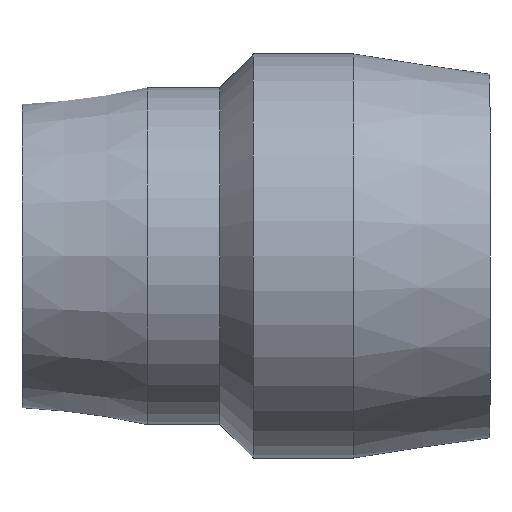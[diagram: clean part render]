
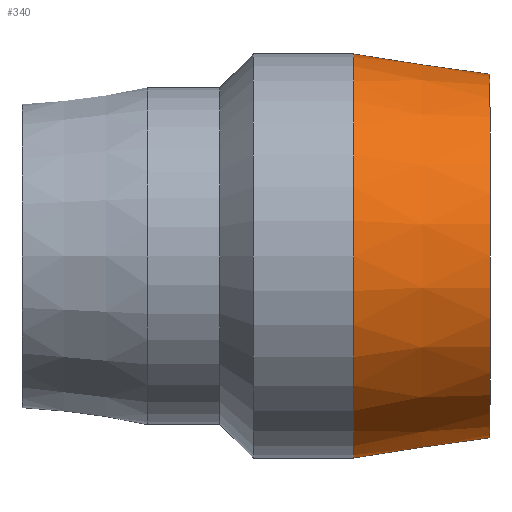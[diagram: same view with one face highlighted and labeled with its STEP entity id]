
A CAD part, front view. The second image highlights one B-rep face of the part: STEP entity #340.
In plain terms, the highlighted conical face has half-angle 8.447 degrees and reference radius 66.025 mm.
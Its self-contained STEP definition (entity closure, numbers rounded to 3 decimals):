
#15=B_SPLINE_CURVE_WITH_KNOTS('',3,(#561,#562,#563,#564,#565,#566,#567,
#568,#569,#570,#571,#572,#573,#574,#575,#576,#577,#578,#579,#580,#581,#582,
#583,#584,#585,#586,#587,#588,#589,#590,#591,#592,#593,#594),
 .UNSPECIFIED.,.T.,.F.,(4,2,2,2,2,2,2,2,2,2,2,2,2,2,2,2,4),(0.,0.342,
0.684,1.027,1.37,1.712,2.055,
2.397,2.739,3.098,3.457,3.809,
4.16,4.512,4.864,5.223,5.582),
 .UNSPECIFIED.);
#20=CONICAL_SURFACE('',#387,66.025,8.447);
#38=FACE_BOUND('',#127,.T.);
#39=FACE_BOUND('',#128,.T.);
#82=FACE_OUTER_BOUND('',#126,.T.);
#126=EDGE_LOOP('',(#279));
#127=EDGE_LOOP('',(#280));
#128=EDGE_LOOP('',(#281));
#173=CIRCLE('',#386,69.5);
#174=CIRCLE('',#388,62.55);
#195=VERTEX_POINT('',#560);
#204=VERTEX_POINT('',#652);
#205=VERTEX_POINT('',#655);
#226=EDGE_CURVE('',#195,#195,#15,.T.);
#235=EDGE_CURVE('',#204,#204,#173,.T.);
#236=EDGE_CURVE('',#205,#205,#174,.T.);
#279=ORIENTED_EDGE('',*,*,#236,.F.);
#280=ORIENTED_EDGE('',*,*,#226,.T.);
#281=ORIENTED_EDGE('',*,*,#235,.T.);
#340=ADVANCED_FACE('',(#82,#38,#39),#20,.T.);
#386=AXIS2_PLACEMENT_3D('',#653,#476,#477);
#387=AXIS2_PLACEMENT_3D('',#654,#478,#479);
#388=AXIS2_PLACEMENT_3D('',#656,#480,#481);
#476=DIRECTION('center_axis',(1.,0.,0.));
#477=DIRECTION('ref_axis',(0.,0.,-1.));
#478=DIRECTION('center_axis',(-1.,0.,0.));
#479=DIRECTION('ref_axis',(0.,1.,0.));
#480=DIRECTION('center_axis',(1.,0.,0.));
#481=DIRECTION('ref_axis',(0.,0.,-1.));
#560=CARTESIAN_POINT('',(64.713,64.236,-9.224));
#561=CARTESIAN_POINT('Ctrl Pts',(64.713,64.236,-9.224));
#562=CARTESIAN_POINT('Ctrl Pts',(65.842,64.07,-9.2));
#563=CARTESIAN_POINT('Ctrl Pts',(67.046,63.926,-8.952));
#564=CARTESIAN_POINT('Ctrl Pts',(69.261,63.722,-7.99));
#565=CARTESIAN_POINT('Ctrl Pts',(70.271,63.66,-7.276));
#566=CARTESIAN_POINT('Ctrl Pts',(71.863,63.588,-5.642));
#567=CARTESIAN_POINT('Ctrl Pts',(72.552,63.573,-4.612));
#568=CARTESIAN_POINT('Ctrl Pts',(73.465,63.561,-2.362));
#569=CARTESIAN_POINT('Ctrl Pts',(73.688,63.562,-1.142));
#570=CARTESIAN_POINT('Ctrl Pts',(73.688,63.562,1.142));
#571=CARTESIAN_POINT('Ctrl Pts',(73.465,63.561,2.362));
#572=CARTESIAN_POINT('Ctrl Pts',(72.552,63.573,4.612));
#573=CARTESIAN_POINT('Ctrl Pts',(71.863,63.588,5.642));
#574=CARTESIAN_POINT('Ctrl Pts',(70.271,63.66,7.276));
#575=CARTESIAN_POINT('Ctrl Pts',(69.261,63.722,7.99));
#576=CARTESIAN_POINT('Ctrl Pts',(67.046,63.926,8.952));
#577=CARTESIAN_POINT('Ctrl Pts',(65.842,64.07,9.2));
#578=CARTESIAN_POINT('Ctrl Pts',(63.53,64.409,9.249));
#579=CARTESIAN_POINT('Ctrl Pts',(62.271,64.631,9.031));
#580=CARTESIAN_POINT('Ctrl Pts',(59.956,65.101,8.099));
#581=CARTESIAN_POINT('Ctrl Pts',(58.9,65.347,7.385));
#582=CARTESIAN_POINT('Ctrl Pts',(57.248,65.758,5.738));
#583=CARTESIAN_POINT('Ctrl Pts',(56.535,65.951,4.701));
#584=CARTESIAN_POINT('Ctrl Pts',(55.586,66.216,2.419));
#585=CARTESIAN_POINT('Ctrl Pts',(55.35,66.285,1.172));
#586=CARTESIAN_POINT('Ctrl Pts',(55.35,66.285,-1.172));
#587=CARTESIAN_POINT('Ctrl Pts',(55.586,66.216,-2.419));
#588=CARTESIAN_POINT('Ctrl Pts',(56.535,65.951,-4.701));
#589=CARTESIAN_POINT('Ctrl Pts',(57.248,65.758,-5.738));
#590=CARTESIAN_POINT('Ctrl Pts',(58.9,65.347,-7.385));
#591=CARTESIAN_POINT('Ctrl Pts',(59.956,65.101,-8.099));
#592=CARTESIAN_POINT('Ctrl Pts',(62.271,64.631,-9.031));
#593=CARTESIAN_POINT('Ctrl Pts',(63.53,64.409,-9.249));
#594=CARTESIAN_POINT('Ctrl Pts',(64.713,64.236,-9.224));
#652=CARTESIAN_POINT('',(33.7,69.5,0.));
#653=CARTESIAN_POINT('Origin',(33.7,0.,0.));
#654=CARTESIAN_POINT('Origin',(57.1,0.,0.));
#655=CARTESIAN_POINT('',(80.5,62.55,0.));
#656=CARTESIAN_POINT('Origin',(80.5,0.,0.));
